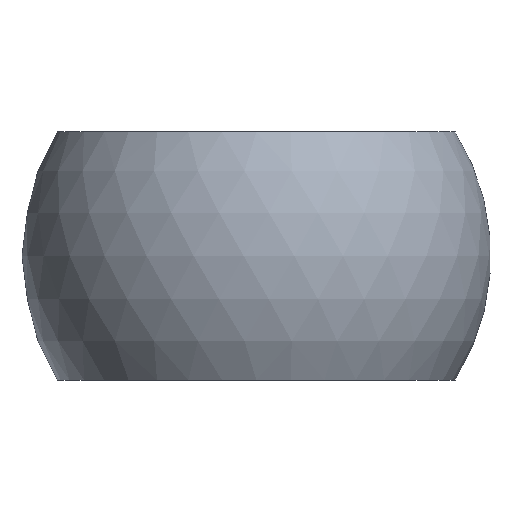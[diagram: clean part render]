
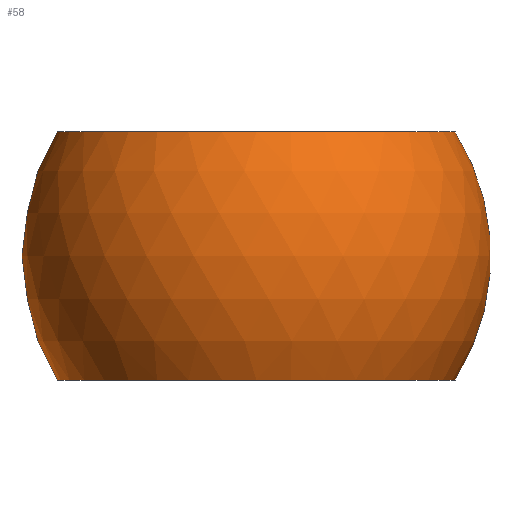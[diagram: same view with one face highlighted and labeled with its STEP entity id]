
A CAD part, left-side view. The second image highlights one B-rep face of the part: STEP entity #58.
In plain terms, the highlighted spherical face has radius 12 mm.
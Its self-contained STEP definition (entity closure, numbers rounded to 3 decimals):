
#15=SPHERICAL_SURFACE('',#68,12.);
#21=FACE_BOUND('',#33,.T.);
#25=FACE_OUTER_BOUND('',#32,.T.);
#32=EDGE_LOOP('',(#52));
#33=EDGE_LOOP('',(#53));
#36=CIRCLE('',#65,10.182);
#37=CIRCLE('',#67,10.182);
#40=VERTEX_POINT('',#94);
#41=VERTEX_POINT('',#97);
#44=EDGE_CURVE('',#40,#40,#36,.T.);
#45=EDGE_CURVE('',#41,#41,#37,.T.);
#52=ORIENTED_EDGE('',*,*,#45,.T.);
#53=ORIENTED_EDGE('',*,*,#44,.T.);
#58=ADVANCED_FACE('',(#25,#21),#15,.T.);
#65=AXIS2_PLACEMENT_3D('',#95,#79,#80);
#67=AXIS2_PLACEMENT_3D('',#98,#83,#84);
#68=AXIS2_PLACEMENT_3D('',#99,#85,#86);
#79=DIRECTION('center_axis',(0.,0.,-1.));
#80=DIRECTION('ref_axis',(0.,-1.,0.));
#83=DIRECTION('center_axis',(0.,0.,1.));
#84=DIRECTION('ref_axis',(0.,1.,0.));
#85=DIRECTION('center_axis',(0.,0.,1.));
#86=DIRECTION('ref_axis',(1.,0.,0.));
#94=CARTESIAN_POINT('',(0.,-10.182,17.35));
#95=CARTESIAN_POINT('Origin',(0.,0.,
17.35));
#97=CARTESIAN_POINT('',(0.,-10.182,4.65));
#98=CARTESIAN_POINT('Origin',(0.,0.,
4.65));
#99=CARTESIAN_POINT('Origin',(0.,0.,11.));
